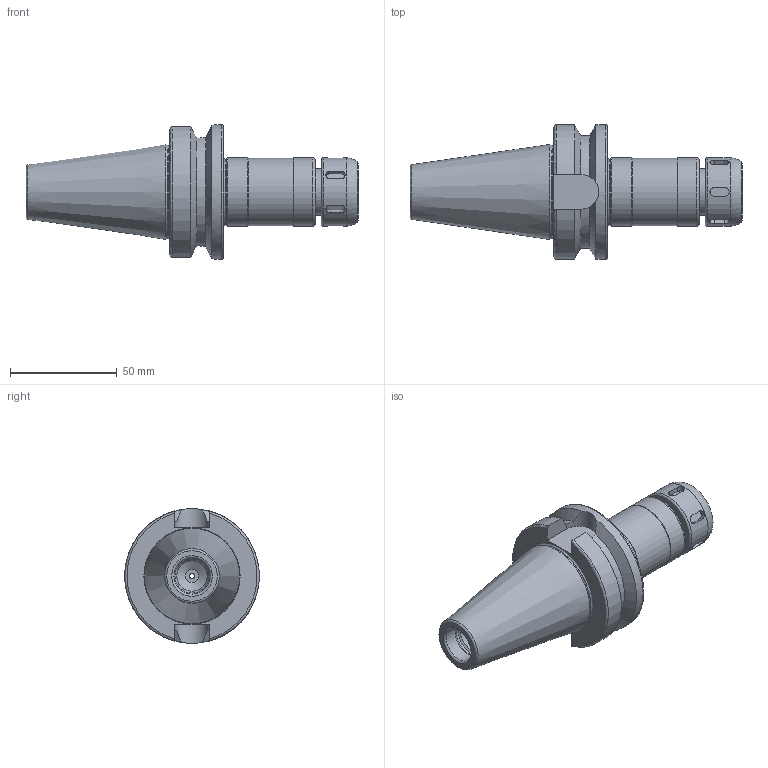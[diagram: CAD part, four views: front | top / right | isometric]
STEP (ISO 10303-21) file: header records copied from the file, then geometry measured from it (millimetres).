
FILE_DESCRIPTION((''),'2;1');
FILE_NAME('245000316090-3D.stp','2020-04-16T08:22:42',('nttooll'),(''),'Autodesk Inventor 2012','Autodesk Inventor 2012','');
FILE_SCHEMA(('AUTOMOTIVE_DESIGN { 1 0 10303 214 1 1 1 1 }'));
Length unit declared in the file: millimetre
Products named in the file (1): 245000316090-3D
Bounding box: 155.4 x 63 x 63 mm (x, y, z)
Volume: 161357.1 mm3; surface area: 32362.5 mm2
Topology: 1 solids, 1 shells, 117 faces, 249 edges, 153 vertices
Faces by surface type: cylinder 43, plane 39, cone 23, torus 12
Full cylindrical faces by diameter (mm): 2 x1, 2.309 x1, 2.5 x1, 4 x1, 4.3 x1, 5 x2, 6 x1, 10.5 x1, 12.8 x1, 14.25 x1, 14.75 x1, 16 x1, 17 x1, 17.4 x1, 22 x2, 22.2 x1, 30 x1, 31.8 x1, 32 x3, 43.5 x1, 63 x1
Entity records: 3118 total; most frequent: CARTESIAN_POINT 770, DIRECTION 494, ORIENTED_EDGE 388, AXIS2_PLACEMENT_3D 212, EDGE_CURVE 194, EDGE_LOOP 192, VERTEX_POINT 152, FACE_OUTER_BOUND 117
